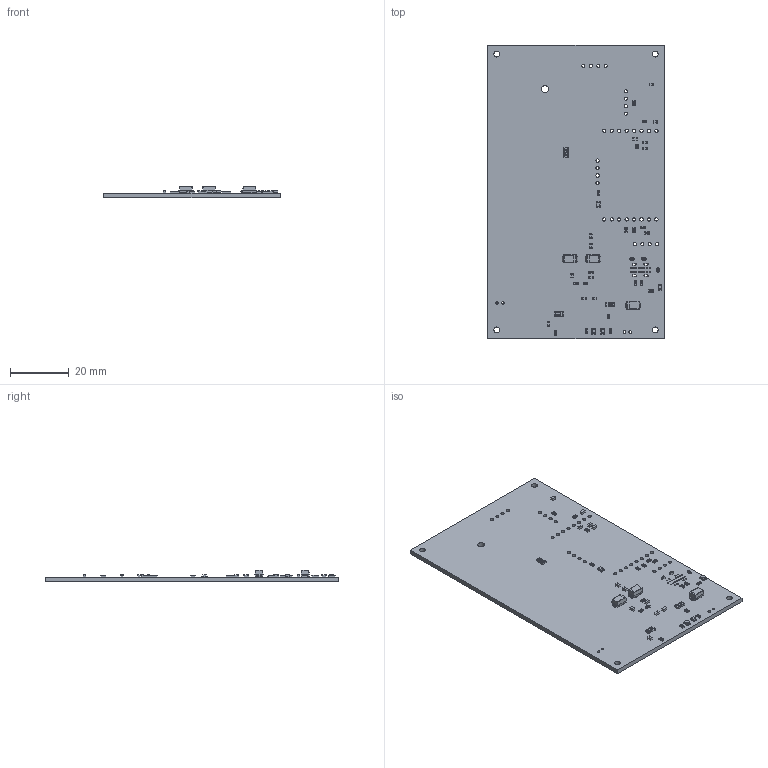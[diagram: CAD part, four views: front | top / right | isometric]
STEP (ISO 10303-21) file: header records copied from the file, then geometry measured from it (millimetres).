
FILE_DESCRIPTION(('Open CASCADE Model'),'2;1');
FILE_NAME('Open CASCADE Shape Model','2023-10-18T14:11:32',('Author'),( 'Open CASCADE'),'Open CASCADE STEP processor 6.8','Open CASCADE 6.8' ,'Unknown');
FILE_SCHEMA(('AUTOMOTIVE_DESIGN { 1 0 10303 214 1 1 1 1 }'));
Length unit declared in the file: millimetre
Products named in the file (57): PCB; Board; Open CASCADE STEP translator 6.8 1.1.1; R23; 0603_resistor; R22; R21; R18; R17; 1206_resistor; D10; SMA; D9; C12; 0603_cap; C11; R16; R15; R14; R13; D8; LED_0805_Lens_GREEN; LED_0805_Base_GREEN; D7; LED_0805_Base_RED; LED_0805_Lens_RED; C10; C9; R12; R11; R10; R9; D6; D5; C8; C7; C6; R8; R7; C5 ...
Assembly tree (92 placements, depth 3):
  PCB
    Board
      Open CASCADE STEP translator 6.8 1.1.1
    R23
      0603_resistor
    R22
      0603_resistor
    R21
      0603_resistor
    R18
      0603_resistor
    R17
      1206_resistor
    D10
      SMA
    D9
      SMA
    C12
      0603_cap
    C11
      0603_cap
    R16
      0603_resistor
    R15
      0603_resistor
    R14
      0603_resistor
    R13
      1206_resistor
    D8
      LED_0805_Lens_GREEN
      LED_0805_Base_GREEN
    D7
      LED_0805_Base_RED
      LED_0805_Lens_RED
    C10
      0603_cap
    C9
      0603_cap
    R12
      1206_resistor
    R11
      0603_resistor
    R10
      0603_resistor
    R9
      0603_resistor
    D6
      SMA
    D5
      LED_0805_Base_RED
      LED_0805_Lens_RED
    C8
      0603_cap
    C7
      0603_cap
    C6
      0603_cap
    R8
      0603_resistor
Bounding box: 60 x 100 x 4 mm (x, y, z)
Volume: 9605.2 mm3; surface area: 13305 mm2
Topology: 73 solids, 73 shells, 2207 faces, 6397 edges, 4228 vertices
Faces by surface type: plane 1384, cylinder 537, sphere 274, bspline 12
Full cylindrical faces by diameter (mm): 0.42 x16, 0.85 x2, 0.9 x2, 1.1 x32, 2 x4, 2.4 x1
Entity records: 17548 total; most frequent: CARTESIAN_POINT 3063, DIRECTION 2640, ORIENTED_EDGE 2502, EDGE_CURVE 1251, AXIS2_PLACEMENT_3D 882, LINE 876, VECTOR 876, VERTEX_POINT 828
